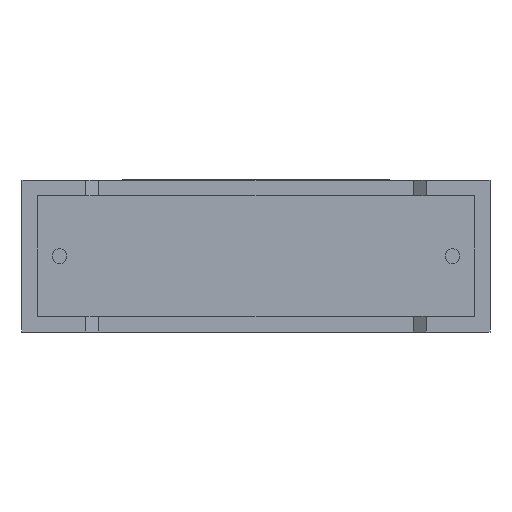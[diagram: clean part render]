
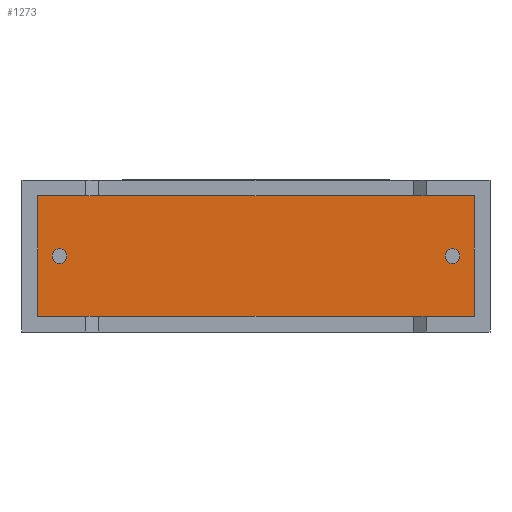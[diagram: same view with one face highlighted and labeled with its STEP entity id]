
A CAD part, front view. The second image highlights one B-rep face of the part: STEP entity #1273.
In plain terms, the highlighted planar face has unit normal (0, -1, 0).
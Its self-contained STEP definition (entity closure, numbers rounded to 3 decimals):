
#115 = VERTEX_POINT ( 'NONE', #1405 ) ;
#274 = EDGE_CURVE ( 'NONE', #115, #1196, #707, .T. ) ;
#302 = VECTOR ( 'NONE', #1940, 1000. ) ;
#307 = DIRECTION ( 'NONE',  ( 0., 0., -1. ) ) ;
#318 = CIRCLE ( 'NONE', #1570, 0.425 ) ;
#331 = VERTEX_POINT ( 'NONE', #506 ) ;
#357 = ORIENTED_EDGE ( 'NONE', *, *, #2597, .F. ) ;
#369 = ORIENTED_EDGE ( 'NONE', *, *, #274, .T. ) ;
#380 = EDGE_CURVE ( 'NONE', #1126, #533, #1360, .T. ) ;
#447 = FACE_OUTER_BOUND ( 'NONE', #2607, .T. ) ;
#506 = CARTESIAN_POINT ( 'NONE',  ( 24.65, 0.75, 4.775 ) ) ;
#533 = VERTEX_POINT ( 'NONE', #555 ) ;
#555 = CARTESIAN_POINT ( 'NONE',  ( 2.15, 0.75, 4.775 ) ) ;
#579 = EDGE_CURVE ( 'NONE', #2435, #331, #2066, .T. ) ;
#617 = CARTESIAN_POINT ( 'NONE',  ( 24.65, 0.75, 4.35 ) ) ;
#632 = CARTESIAN_POINT ( 'NONE',  ( 25.907, 0.75, 7.807 ) ) ;
#705 = CARTESIAN_POINT ( 'NONE',  ( 25.907, 0.75, 0.893 ) ) ;
#707 = LINE ( 'NONE', #1955, #302 ) ;
#714 = ORIENTED_EDGE ( 'NONE', *, *, #2089, .T. ) ;
#794 = CARTESIAN_POINT ( 'NONE',  ( 2.15, 0.75, 3.925 ) ) ;
#884 = CARTESIAN_POINT ( 'NONE',  ( 24.65, 0.75, 4.35 ) ) ;
#914 = LINE ( 'NONE', #632, #1376 ) ;
#980 = DIRECTION ( 'NONE',  ( 0., 0., -1. ) ) ;
#1066 = DIRECTION ( 'NONE',  ( 0., -1., 0. ) ) ;
#1126 = VERTEX_POINT ( 'NONE', #794 ) ;
#1167 = CARTESIAN_POINT ( 'NONE',  ( 0.893, 0.75, 0.893 ) ) ;
#1196 = VERTEX_POINT ( 'NONE', #2571 ) ;
#1201 = PLANE ( 'NONE',  #2189 ) ;
#1245 = EDGE_LOOP ( 'NONE', ( #357, #2363 ) ) ;
#1255 = ORIENTED_EDGE ( 'NONE', *, *, #2998, .T. ) ;
#1273 = ADVANCED_FACE ( 'NONE', ( #1954, #447, #2160 ), #1201, .T. ) ;
#1347 = CARTESIAN_POINT ( 'NONE',  ( 25.907, 0.75, 7.807 ) ) ;
#1360 = CIRCLE ( 'NONE', #1378, 0.425 ) ;
#1376 = VECTOR ( 'NONE', #1822, 1000. ) ;
#1378 = AXIS2_PLACEMENT_3D ( 'NONE', #2886, #1906, #980 ) ;
#1405 = CARTESIAN_POINT ( 'NONE',  ( 0.893, 0.75, 7.807 ) ) ;
#1520 = ORIENTED_EDGE ( 'NONE', *, *, #579, .F. ) ;
#1540 = EDGE_CURVE ( 'NONE', #1734, #2971, #2810, .T. ) ;
#1542 = DIRECTION ( 'NONE',  ( 0., 0., -1. ) ) ;
#1546 = ORIENTED_EDGE ( 'NONE', *, *, #1540, .T. ) ;
#1570 = AXIS2_PLACEMENT_3D ( 'NONE', #2929, #2512, #2056 ) ;
#1616 = EDGE_LOOP ( 'NONE', ( #2599, #1520 ) ) ;
#1634 = DIRECTION ( 'NONE',  ( 1., 0., 0. ) ) ;
#1734 = VERTEX_POINT ( 'NONE', #705 ) ;
#1738 = CARTESIAN_POINT ( 'NONE',  ( 24.65, 0.75, 3.925 ) ) ;
#1822 = DIRECTION ( 'NONE',  ( -1., 0., 0. ) ) ;
#1906 = DIRECTION ( 'NONE',  ( 0., -1., 0. ) ) ;
#1940 = DIRECTION ( 'NONE',  ( 0., 0., -1. ) ) ;
#1954 = FACE_BOUND ( 'NONE', #1616, .T. ) ;
#1955 = CARTESIAN_POINT ( 'NONE',  ( 0.893, 0.75, 7.807 ) ) ;
#1956 = DIRECTION ( 'NONE',  ( 0., -1., 0. ) ) ;
#2048 = CARTESIAN_POINT ( 'NONE',  ( 25.907, 0.75, 0.893 ) ) ;
#2056 = DIRECTION ( 'NONE',  ( 0., 0., -1. ) ) ;
#2066 = CIRCLE ( 'NONE', #2433, 0.425 ) ;
#2089 = EDGE_CURVE ( 'NONE', #1196, #1734, #2951, .T. ) ;
#2155 = VECTOR ( 'NONE', #3010, 1000. ) ;
#2160 = FACE_BOUND ( 'NONE', #1245, .T. ) ;
#2188 = VECTOR ( 'NONE', #1634, 1000. ) ;
#2189 = AXIS2_PLACEMENT_3D ( 'NONE', #2916, #1956, #307 ) ;
#2363 = ORIENTED_EDGE ( 'NONE', *, *, #380, .F. ) ;
#2433 = AXIS2_PLACEMENT_3D ( 'NONE', #617, #1066, #1542 ) ;
#2435 = VERTEX_POINT ( 'NONE', #1738 ) ;
#2512 = DIRECTION ( 'NONE',  ( 0., -1., 0. ) ) ;
#2534 = DIRECTION ( 'NONE',  ( 0., -1., 0. ) ) ;
#2571 = CARTESIAN_POINT ( 'NONE',  ( 0.893, 0.75, 0.893 ) ) ;
#2597 = EDGE_CURVE ( 'NONE', #533, #1126, #318, .T. ) ;
#2599 = ORIENTED_EDGE ( 'NONE', *, *, #2651, .F. ) ;
#2607 = EDGE_LOOP ( 'NONE', ( #369, #714, #1546, #1255 ) ) ;
#2608 = CIRCLE ( 'NONE', #2730, 0.425 ) ;
#2651 = EDGE_CURVE ( 'NONE', #331, #2435, #2608, .T. ) ;
#2730 = AXIS2_PLACEMENT_3D ( 'NONE', #884, #2534, #2737 ) ;
#2737 = DIRECTION ( 'NONE',  ( 0., 0., -1. ) ) ;
#2810 = LINE ( 'NONE', #2048, #2155 ) ;
#2886 = CARTESIAN_POINT ( 'NONE',  ( 2.15, 0.75, 4.35 ) ) ;
#2916 = CARTESIAN_POINT ( 'NONE',  ( 0., 0.75, 0. ) ) ;
#2929 = CARTESIAN_POINT ( 'NONE',  ( 2.15, 0.75, 4.35 ) ) ;
#2951 = LINE ( 'NONE', #1167, #2188 ) ;
#2971 = VERTEX_POINT ( 'NONE', #1347 ) ;
#2998 = EDGE_CURVE ( 'NONE', #2971, #115, #914, .T. ) ;
#3010 = DIRECTION ( 'NONE',  ( 0., 0., 1. ) ) ;
